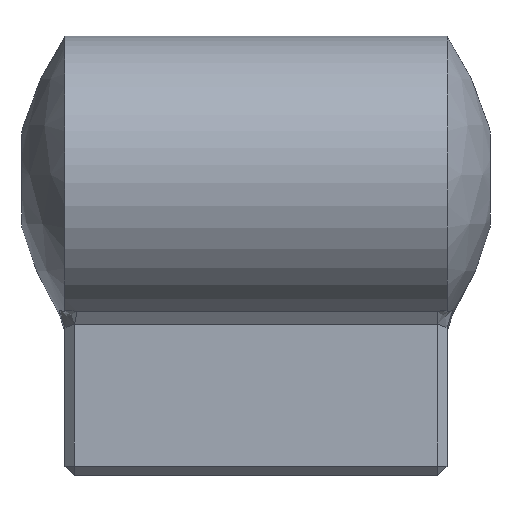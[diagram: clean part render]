
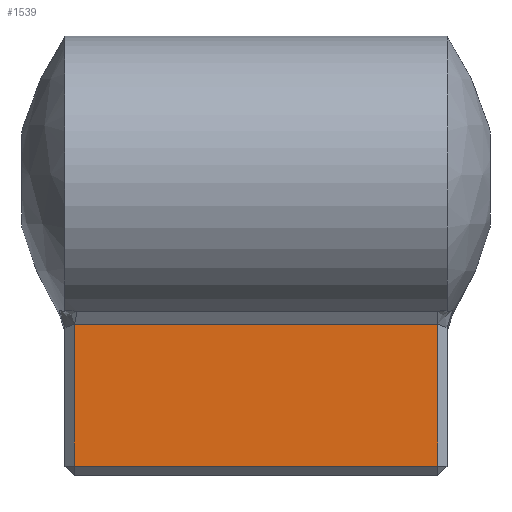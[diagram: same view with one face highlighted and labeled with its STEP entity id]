
A CAD part, left-side view. The second image highlights one B-rep face of the part: STEP entity #1539.
In plain terms, the highlighted planar face has unit normal (-1, 0, 0).
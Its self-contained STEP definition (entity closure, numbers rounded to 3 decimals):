
#319 = PLANE('',#320);
#320 = AXIS2_PLACEMENT_3D('',#321,#322,#323);
#321 = CARTESIAN_POINT('',(-94.75,-10.,85.25));
#322 = DIRECTION('',(0.707,0.,0.707));
#323 = DIRECTION('',(0.,1.,0.));
#685 = VERTEX_POINT('',#686);
#686 = CARTESIAN_POINT('',(-95.,-9.5,85.5));
#709 = VERTEX_POINT('',#710);
#710 = CARTESIAN_POINT('',(-95.,9.5,85.5));
#736 = EDGE_CURVE('',#685,#709,#737,.T.);
#737 = SURFACE_CURVE('',#738,(#742,#749),.PCURVE_S1.);
#738 = LINE('',#739,#740);
#739 = CARTESIAN_POINT('',(-95.,-10.,85.5));
#740 = VECTOR('',#741,1.);
#741 = DIRECTION('',(0.,1.,0.));
#742 = PCURVE('',#319,#743);
#743 = DEFINITIONAL_REPRESENTATION('',(#744),#748);
#744 = LINE('',#745,#746);
#745 = CARTESIAN_POINT('',(0.,0.354));
#746 = VECTOR('',#747,1.);
#747 = DIRECTION('',(1.,0.));
#748 = ( GEOMETRIC_REPRESENTATION_CONTEXT(2) 
PARAMETRIC_REPRESENTATION_CONTEXT() REPRESENTATION_CONTEXT('2D SPACE',''
  ) );
#749 = PCURVE('',#750,#755);
#750 = PLANE('',#751);
#751 = AXIS2_PLACEMENT_3D('',#752,#753,#754);
#752 = CARTESIAN_POINT('',(-95.,-10.,85.));
#753 = DIRECTION('',(-1.,0.,0.));
#754 = DIRECTION('',(0.,0.,1.));
#755 = DEFINITIONAL_REPRESENTATION('',(#756),#760);
#756 = LINE('',#757,#758);
#757 = CARTESIAN_POINT('',(0.5,0.));
#758 = VECTOR('',#759,1.);
#759 = DIRECTION('',(0.,1.));
#760 = ( GEOMETRIC_REPRESENTATION_CONTEXT(2) 
PARAMETRIC_REPRESENTATION_CONTEXT() REPRESENTATION_CONTEXT('2D SPACE',''
  ) );
#1324 = PLANE('',#1325);
#1325 = AXIS2_PLACEMENT_3D('',#1326,#1327,#1328);
#1326 = CARTESIAN_POINT('',(-94.75,-9.75,93.429));
#1327 = DIRECTION('',(0.707,0.707,0.)
  );
#1328 = DIRECTION('',(0.,0.,-1.));
#1539 = ADVANCED_FACE('',(#1540),#750,.T.);
#1540 = FACE_BOUND('',#1541,.T.);
#1541 = EDGE_LOOP('',(#1542,#1565,#1603,#1629));
#1542 = ORIENTED_EDGE('',*,*,#1543,.F.);
#1543 = EDGE_CURVE('',#1544,#685,#1546,.T.);
#1544 = VERTEX_POINT('',#1545);
#1545 = CARTESIAN_POINT('',(-95.,-9.5,92.929));
#1546 = SURFACE_CURVE('',#1547,(#1551,#1558),.PCURVE_S1.);
#1547 = LINE('',#1548,#1549);
#1548 = CARTESIAN_POINT('',(-95.,-9.5,93.429));
#1549 = VECTOR('',#1550,1.);
#1550 = DIRECTION('',(0.,0.,-1.));
#1551 = PCURVE('',#750,#1552);
#1552 = DEFINITIONAL_REPRESENTATION('',(#1553),#1557);
#1553 = LINE('',#1554,#1555);
#1554 = CARTESIAN_POINT('',(8.429,0.5));
#1555 = VECTOR('',#1556,1.);
#1556 = DIRECTION('',(-1.,0.));
#1557 = ( GEOMETRIC_REPRESENTATION_CONTEXT(2) 
PARAMETRIC_REPRESENTATION_CONTEXT() REPRESENTATION_CONTEXT('2D SPACE',''
  ) );
#1558 = PCURVE('',#1324,#1559);
#1559 = DEFINITIONAL_REPRESENTATION('',(#1560),#1564);
#1560 = LINE('',#1561,#1562);
#1561 = CARTESIAN_POINT('',(0.,0.354));
#1562 = VECTOR('',#1563,1.);
#1563 = DIRECTION('',(1.,0.));
#1564 = ( GEOMETRIC_REPRESENTATION_CONTEXT(2) 
PARAMETRIC_REPRESENTATION_CONTEXT() REPRESENTATION_CONTEXT('2D SPACE',''
  ) );
#1565 = ORIENTED_EDGE('',*,*,#1566,.F.);
#1566 = EDGE_CURVE('',#1567,#1544,#1569,.T.);
#1567 = VERTEX_POINT('',#1568);
#1568 = CARTESIAN_POINT('',(-95.,9.5,92.929));
#1569 = SURFACE_CURVE('',#1570,(#1576,#1585),.PCURVE_S1.);
#1570 = B_SPLINE_CURVE_WITH_KNOTS('',2,(#1571,#1572,#1573,#1574,#1575),
  .UNSPECIFIED.,.F.,.F.,(3,1,1,3),(-0.2,0.,
    20.,20.2),.UNSPECIFIED.);
#1571 = CARTESIAN_POINT('',(-95.,10.2,92.929));
#1572 = CARTESIAN_POINT('',(-95.,10.1,92.929));
#1573 = CARTESIAN_POINT('',(-95.,0.,92.929));
#1574 = CARTESIAN_POINT('',(-95.,-10.1,92.929));
#1575 = CARTESIAN_POINT('',(-95.,-10.2,92.929));
#1576 = PCURVE('',#750,#1577);
#1577 = DEFINITIONAL_REPRESENTATION('',(#1578),#1584);
#1578 = B_SPLINE_CURVE_WITH_KNOTS('',2,(#1579,#1580,#1581,#1582,#1583),
  .UNSPECIFIED.,.F.,.F.,(3,1,1,3),(-0.2,0.,
    20.,20.2),.UNSPECIFIED.);
#1579 = CARTESIAN_POINT('',(7.929,20.2));
#1580 = CARTESIAN_POINT('',(7.929,20.1));
#1581 = CARTESIAN_POINT('',(7.929,10.));
#1582 = CARTESIAN_POINT('',(7.929,-0.1));
#1583 = CARTESIAN_POINT('',(7.929,-0.2));
#1584 = ( GEOMETRIC_REPRESENTATION_CONTEXT(2) 
PARAMETRIC_REPRESENTATION_CONTEXT() REPRESENTATION_CONTEXT('2D SPACE',''
  ) );
#1585 = PCURVE('',#1586,#1597);
#1586 = B_SPLINE_SURFACE_WITH_KNOTS('',1,2,(
    (#1587,#1588,#1589,#1590,#1591)
    ,(#1592,#1593,#1594,#1595,#1596
    )),.UNSPECIFIED.,.F.,.F.,.F.,(2,2),(3,1,1,3),(0.,20.),(-0.2,
    0.,20.,20.2),.UNSPECIFIED.);
#1587 = CARTESIAN_POINT('',(-95.,10.2,92.929));
#1588 = CARTESIAN_POINT('',(-95.,10.1,92.929));
#1589 = CARTESIAN_POINT('',(-95.,0.,92.929));
#1590 = CARTESIAN_POINT('',(-95.,-10.1,92.929));
#1591 = CARTESIAN_POINT('',(-95.,-10.2,92.929));
#1592 = CARTESIAN_POINT('',(-95.466,10.2,93.611
    ));
#1593 = CARTESIAN_POINT('',(-95.466,10.1,93.611
    ));
#1594 = CARTESIAN_POINT('',(-95.466,0.,
    93.611));
#1595 = CARTESIAN_POINT('',(-95.466,-10.1,
    93.611));
#1596 = CARTESIAN_POINT('',(-95.466,-10.2,
    93.611));
#1597 = DEFINITIONAL_REPRESENTATION('',(#1598),#1602);
#1598 = LINE('',#1599,#1600);
#1599 = CARTESIAN_POINT('',(0.,0.));
#1600 = VECTOR('',#1601,1.);
#1601 = DIRECTION('',(0.,1.));
#1602 = ( GEOMETRIC_REPRESENTATION_CONTEXT(2) 
PARAMETRIC_REPRESENTATION_CONTEXT() REPRESENTATION_CONTEXT('2D SPACE',''
  ) );
#1603 = ORIENTED_EDGE('',*,*,#1604,.T.);
#1604 = EDGE_CURVE('',#1567,#709,#1605,.T.);
#1605 = SURFACE_CURVE('',#1606,(#1610,#1617),.PCURVE_S1.);
#1606 = LINE('',#1607,#1608);
#1607 = CARTESIAN_POINT('',(-95.,9.5,93.429));
#1608 = VECTOR('',#1609,1.);
#1609 = DIRECTION('',(0.,0.,-1.));
#1610 = PCURVE('',#750,#1611);
#1611 = DEFINITIONAL_REPRESENTATION('',(#1612),#1616);
#1612 = LINE('',#1613,#1614);
#1613 = CARTESIAN_POINT('',(8.429,19.5));
#1614 = VECTOR('',#1615,1.);
#1615 = DIRECTION('',(-1.,0.));
#1616 = ( GEOMETRIC_REPRESENTATION_CONTEXT(2) 
PARAMETRIC_REPRESENTATION_CONTEXT() REPRESENTATION_CONTEXT('2D SPACE',''
  ) );
#1617 = PCURVE('',#1618,#1623);
#1618 = PLANE('',#1619);
#1619 = AXIS2_PLACEMENT_3D('',#1620,#1621,#1622);
#1620 = CARTESIAN_POINT('',(-94.75,9.75,93.429));
#1621 = DIRECTION('',(-0.707,0.707,0.)
  );
#1622 = DIRECTION('',(0.,0.,1.));
#1623 = DEFINITIONAL_REPRESENTATION('',(#1624),#1628);
#1624 = LINE('',#1625,#1626);
#1625 = CARTESIAN_POINT('',(0.,-0.354));
#1626 = VECTOR('',#1627,1.);
#1627 = DIRECTION('',(-1.,0.));
#1628 = ( GEOMETRIC_REPRESENTATION_CONTEXT(2) 
PARAMETRIC_REPRESENTATION_CONTEXT() REPRESENTATION_CONTEXT('2D SPACE',''
  ) );
#1629 = ORIENTED_EDGE('',*,*,#736,.F.);
